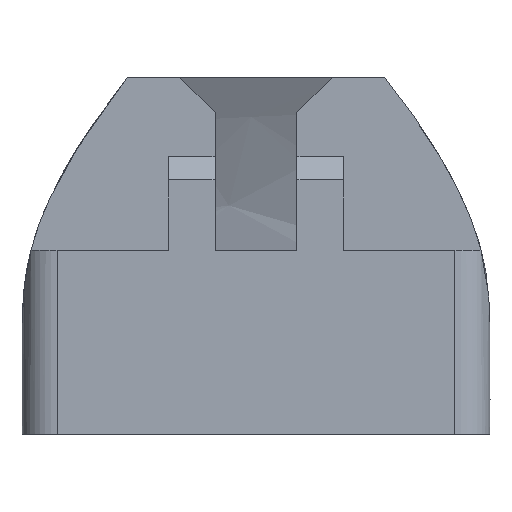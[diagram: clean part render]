
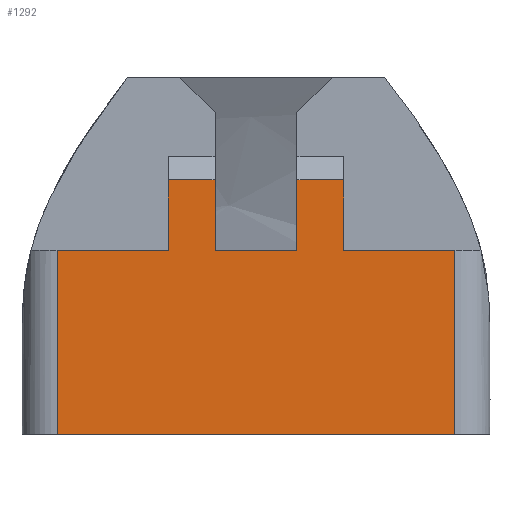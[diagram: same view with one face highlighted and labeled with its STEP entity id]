
A CAD part, front view. The second image highlights one B-rep face of the part: STEP entity #1292.
In plain terms, the highlighted planar face has unit normal (0, -1, 0).
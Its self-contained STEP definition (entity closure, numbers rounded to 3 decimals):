
#105 = VERTEX_POINT ( 'NONE', #3331 ) ;
#130 = EDGE_LOOP ( 'NONE', ( #1254, #1323, #1435, #1503, #1683, #1782, #1962, #2207, #2219, #2521, #2532, #2603 ) ) ;
#160 = VECTOR ( 'NONE', #3386, 1000. ) ;
#185 = CARTESIAN_POINT ( 'NONE',  ( -17., -20., 11.566 ) ) ;
#186 = VERTEX_POINT ( 'NONE', #2132 ) ;
#202 = DIRECTION ( 'NONE',  ( -1., 0., 0. ) ) ;
#295 = VERTEX_POINT ( 'NONE', #1617 ) ;
#310 = VECTOR ( 'NONE', #202, 1000. ) ;
#377 = CARTESIAN_POINT ( 'NONE',  ( 0., -20., 18.75 ) ) ;
#500 = DIRECTION ( 'NONE',  ( 0., 0., 1. ) ) ;
#603 = VECTOR ( 'NONE', #2654, 1000. ) ;
#667 = EDGE_CURVE ( 'NONE', #4531, #3445, #1640, .T. ) ;
#737 = CARTESIAN_POINT ( 'NONE',  ( -7.5, -20., 12.75 ) ) ;
#746 = VECTOR ( 'NONE', #500, 1000. ) ;
#776 = VERTEX_POINT ( 'NONE', #4038 ) ;
#914 = DIRECTION ( 'NONE',  ( 0., 0., 1. ) ) ;
#1017 = LINE ( 'NONE', #5143, #5035 ) ;
#1031 = CARTESIAN_POINT ( 'NONE',  ( 0., -20., 11.566 ) ) ;
#1095 = CARTESIAN_POINT ( 'NONE',  ( 17., -20., -3. ) ) ;
#1210 = DIRECTION ( 'NONE',  ( -1., 0., 0. ) ) ;
#1245 = EDGE_CURVE ( 'NONE', #105, #4505, #4441, .T. ) ;
#1254 = ORIENTED_EDGE ( 'NONE', *, *, #3086, .T. ) ;
#1282 = DIRECTION ( 'NONE',  ( -1., 0., 0. ) ) ;
#1292 = ADVANCED_FACE ( 'NONE', ( #4099 ), #2994, .F. ) ;
#1323 = ORIENTED_EDGE ( 'NONE', *, *, #2959, .T. ) ;
#1435 = ORIENTED_EDGE ( 'NONE', *, *, #2265, .F. ) ;
#1501 = EDGE_CURVE ( 'NONE', #4171, #4505, #4744, .T. ) ;
#1503 = ORIENTED_EDGE ( 'NONE', *, *, #2540, .T. ) ;
#1563 = CARTESIAN_POINT ( 'NONE',  ( 7.5, -20., 15.75 ) ) ;
#1617 = CARTESIAN_POINT ( 'NONE',  ( -17., -20., 12.75 ) ) ;
#1640 = LINE ( 'NONE', #3782, #3644 ) ;
#1662 = DIRECTION ( 'NONE',  ( -1., 0., 0. ) ) ;
#1683 = ORIENTED_EDGE ( 'NONE', *, *, #2691, .F. ) ;
#1741 = EDGE_CURVE ( 'NONE', #186, #776, #3503, .T. ) ;
#1782 = ORIENTED_EDGE ( 'NONE', *, *, #1741, .F. ) ;
#1792 = LINE ( 'NONE', #4828, #746 ) ;
#1892 = DIRECTION ( 'NONE',  ( 0., 0., -1. ) ) ;
#1916 = LINE ( 'NONE', #4130, #2872 ) ;
#1933 = CARTESIAN_POINT ( 'NONE',  ( -3.5, -20., 18.75 ) ) ;
#1962 = ORIENTED_EDGE ( 'NONE', *, *, #1998, .T. ) ;
#1998 = EDGE_CURVE ( 'NONE', #186, #4401, #3373, .T. ) ;
#2132 = CARTESIAN_POINT ( 'NONE',  ( 7.5, -20., 18.75 ) ) ;
#2135 = EDGE_CURVE ( 'NONE', #4171, #4531, #1017, .T. ) ;
#2196 = DIRECTION ( 'NONE',  ( 0., 1., 0. ) ) ;
#2207 = ORIENTED_EDGE ( 'NONE', *, *, #2410, .F. ) ;
#2219 = ORIENTED_EDGE ( 'NONE', *, *, #1245, .T. ) ;
#2265 = EDGE_CURVE ( 'NONE', #3006, #3020, #3249, .T. ) ;
#2410 = EDGE_CURVE ( 'NONE', #105, #4401, #2989, .T. ) ;
#2422 = VECTOR ( 'NONE', #2751, 1000. ) ;
#2521 = ORIENTED_EDGE ( 'NONE', *, *, #1501, .F. ) ;
#2532 = ORIENTED_EDGE ( 'NONE', *, *, #2135, .T. ) ;
#2540 = EDGE_CURVE ( 'NONE', #3006, #3773, #1792, .T. ) ;
#2546 = DIRECTION ( 'NONE',  ( 1., 0., 0. ) ) ;
#2603 = ORIENTED_EDGE ( 'NONE', *, *, #667, .T. ) ;
#2654 = DIRECTION ( 'NONE',  ( 0., 0., -1. ) ) ;
#2691 = EDGE_CURVE ( 'NONE', #776, #3773, #1916, .T. ) ;
#2751 = DIRECTION ( 'NONE',  ( 0., 0., -1. ) ) ;
#2872 = VECTOR ( 'NONE', #2546, 1000. ) ;
#2959 = EDGE_CURVE ( 'NONE', #295, #3020, #4680, .T. ) ;
#2989 = LINE ( 'NONE', #4813, #3922 ) ;
#2994 = PLANE ( 'NONE',  #4084 ) ;
#3006 = VERTEX_POINT ( 'NONE', #1095 ) ;
#3020 = VERTEX_POINT ( 'NONE', #4970 ) ;
#3086 = EDGE_CURVE ( 'NONE', #3445, #295, #4566, .T. ) ;
#3120 = VECTOR ( 'NONE', #1662, 1000. ) ;
#3249 = LINE ( 'NONE', #4398, #3120 ) ;
#3331 = CARTESIAN_POINT ( 'NONE',  ( 3.5, -20., 12.75 ) ) ;
#3373 = LINE ( 'NONE', #377, #4268 ) ;
#3386 = DIRECTION ( 'NONE',  ( -1., 0., 0. ) ) ;
#3445 = VERTEX_POINT ( 'NONE', #737 ) ;
#3503 = LINE ( 'NONE', #1563, #2422 ) ;
#3510 = CARTESIAN_POINT ( 'NONE',  ( -3.5, -20., 27.5 ) ) ;
#3607 = CARTESIAN_POINT ( 'NONE',  ( 3.5, -20., 18.75 ) ) ;
#3644 = VECTOR ( 'NONE', #3797, 1000. ) ;
#3647 = CARTESIAN_POINT ( 'NONE',  ( -3.5, -20., 12.75 ) ) ;
#3755 = VECTOR ( 'NONE', #1892, 1000. ) ;
#3773 = VERTEX_POINT ( 'NONE', #4757 ) ;
#3782 = CARTESIAN_POINT ( 'NONE',  ( -7.5, -20., 15.75 ) ) ;
#3788 = CARTESIAN_POINT ( 'NONE',  ( 3.5, -20., 12.75 ) ) ;
#3797 = DIRECTION ( 'NONE',  ( 0., 0., -1. ) ) ;
#3922 = VECTOR ( 'NONE', #914, 1000. ) ;
#4038 = CARTESIAN_POINT ( 'NONE',  ( 7.5, -20., 12.75 ) ) ;
#4084 = AXIS2_PLACEMENT_3D ( 'NONE', #1031, #2196, #4927 ) ;
#4092 = CARTESIAN_POINT ( 'NONE',  ( -7.5, -20., 18.75 ) ) ;
#4099 = FACE_OUTER_BOUND ( 'NONE', #130, .T. ) ;
#4130 = CARTESIAN_POINT ( 'NONE',  ( 9.25, -20., 12.75 ) ) ;
#4171 = VERTEX_POINT ( 'NONE', #1933 ) ;
#4268 = VECTOR ( 'NONE', #1210, 1000. ) ;
#4398 = CARTESIAN_POINT ( 'NONE',  ( -20., -20., -3. ) ) ;
#4401 = VERTEX_POINT ( 'NONE', #3607 ) ;
#4441 = LINE ( 'NONE', #3788, #160 ) ;
#4505 = VERTEX_POINT ( 'NONE', #3647 ) ;
#4531 = VERTEX_POINT ( 'NONE', #4092 ) ;
#4566 = LINE ( 'NONE', #4612, #310 ) ;
#4612 = CARTESIAN_POINT ( 'NONE',  ( -9.25, -20., 12.75 ) ) ;
#4680 = LINE ( 'NONE', #185, #603 ) ;
#4744 = LINE ( 'NONE', #3510, #3755 ) ;
#4757 = CARTESIAN_POINT ( 'NONE',  ( 17., -20., 12.75 ) ) ;
#4813 = CARTESIAN_POINT ( 'NONE',  ( 3.5, -20., 12.75 ) ) ;
#4828 = CARTESIAN_POINT ( 'NONE',  ( 17., -20., 11.566 ) ) ;
#4927 = DIRECTION ( 'NONE',  ( 0., 0., 1. ) ) ;
#4970 = CARTESIAN_POINT ( 'NONE',  ( -17., -20., -3. ) ) ;
#5035 = VECTOR ( 'NONE', #1282, 1000. ) ;
#5143 = CARTESIAN_POINT ( 'NONE',  ( 0., -20., 18.75 ) ) ;
